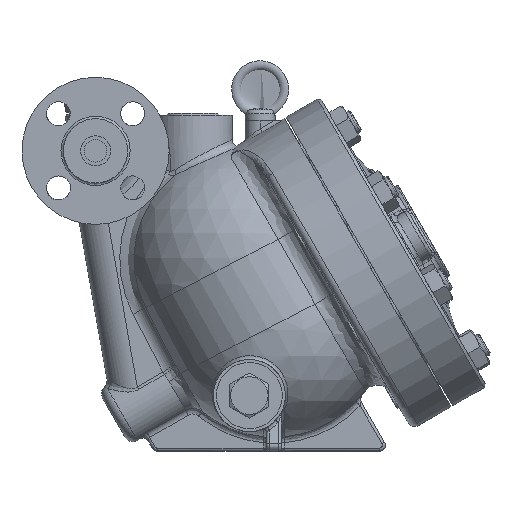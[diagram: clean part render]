
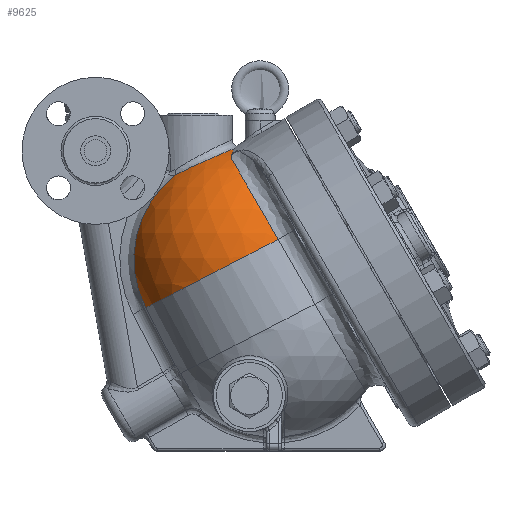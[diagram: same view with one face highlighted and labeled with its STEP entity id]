
A CAD part, front view. The second image highlights one B-rep face of the part: STEP entity #9625.
In plain terms, the highlighted spherical face has radius 75 mm.
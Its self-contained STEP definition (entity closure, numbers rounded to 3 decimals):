
#3031=CARTESIAN_POINT('',(25.401,-32.452,-4.841));
#3032=VERTEX_POINT('',#3031);
#3165=CARTESIAN_POINT('',(56.652,-69.219,-58.969));
#3166=VERTEX_POINT('',#3165);
#3167=CARTESIAN_POINT('',(55.978,0.,-57.803));
#3168=DIRECTION('',(0.866,0.,0.5));
#3169=DIRECTION('',(-0.01,-1.,0.017));
#3170=AXIS2_PLACEMENT_3D('',#3167,#3168,#3169);
#3171=CIRCLE('',#3170,69.232);
#3172=EDGE_CURVE('',#3032,#3166,#3171,.T.);
#4641=CARTESIAN_POINT('',(-31.633,-25.588,-104.587));
#4642=VERTEX_POINT('',#4641);
#4673=CARTESIAN_POINT('',(31.,0.0,-72.224));
#4674=DIRECTION('',(0.459,0.0,-0.888));
#4675=DIRECTION('',(-0.888,0.0,-0.459));
#4676=AXIS2_PLACEMENT_3D('',#4673,#4674,#4675);
#4677=CIRCLE('',#4676,75.);
#4678=EDGE_CURVE('',#3166,#4642,#4677,.T.);
#7844=CARTESIAN_POINT('',(27.249,-13.783,1.403));
#7845=VERTEX_POINT('',#7844);
#7869=CARTESIAN_POINT('',(25.623,-26.305,-2.194));
#7870=VERTEX_POINT('',#7869);
#7871=CARTESIAN_POINT('',(25.623,-26.305,-2.194));
#7872=CARTESIAN_POINT('',(26.154,-23.479,-1.092));
#7873=CARTESIAN_POINT('',(26.584,-20.46,-0.133));
#7874=CARTESIAN_POINT('',(26.914,-17.362,0.624));
#7875=CARTESIAN_POINT('',(27.04,-16.178,0.914));
#7876=CARTESIAN_POINT('',(27.151,-14.983,1.174));
#7877=CARTESIAN_POINT('',(27.249,-13.783,1.403));
#7878=B_SPLINE_CURVE_WITH_KNOTS('',3,(#7871,#7872,#7873,#7874,#7875,#7876,#7877),.UNSPECIFIED.,.F.,.U.,(4,3,4),(4.27,5.158,5.496),.UNSPECIFIED.);
#7879=EDGE_CURVE('',#7870,#7845,#7878,.T.);
#9332=CARTESIAN_POINT('',(25.401,-32.452,-4.841));
#9333=CARTESIAN_POINT('',(25.4,-32.432,-4.831));
#9334=CARTESIAN_POINT('',(25.399,-32.411,-4.821));
#9335=CARTESIAN_POINT('',(25.318,-30.728,-4.019));
#9336=CARTESIAN_POINT('',(25.319,-29.245,-3.381));
#9337=CARTESIAN_POINT('',(25.455,-27.435,-2.64));
#9338=CARTESIAN_POINT('',(25.519,-26.858,-2.41));
#9339=CARTESIAN_POINT('',(25.623,-26.305,-2.194));
#9340=B_SPLINE_CURVE_WITH_KNOTS('',3,(#9332,#9333,#9334,#9335,#9336,#9337,#9338,#9339),.UNSPECIFIED.,.F.,.U.,(4,2,2,4),(-0.007,0.0,0.553,0.796),.UNSPECIFIED.);
#9341=EDGE_CURVE('',#7870,#3032,#9340,.F.);
#9551=CARTESIAN_POINT('',(-11.609,-25.588,-16.057));
#9552=VERTEX_POINT('',#9551);
#9581=CARTESIAN_POINT('',(31.,-25.588,-72.224));
#9582=DIRECTION('',(0.0,1.,0.0));
#9583=DIRECTION('',(-0.984,0.0,0.178));
#9584=AXIS2_PLACEMENT_3D('',#9581,#9582,#9583);
#9585=CIRCLE('',#9584,70.5);
#9586=EDGE_CURVE('',#4642,#9552,#9585,.T.);
#9591=CARTESIAN_POINT('',(31.,0.0,-72.224));
#9592=DIRECTION('',(0.0,0.0,1.0));
#9593=DIRECTION('',(1.0,0.0,0.0));
#9594=AXIS2_PLACEMENT_3D('',#9591,#9592,#9593);
#9595=SPHERICAL_SURFACE('',#9594,75.0);
#9596=CARTESIAN_POINT('',(-11.609,-25.588,-16.057));
#9597=CARTESIAN_POINT('',(-10.4,-26.224,-15.429));
#9598=CARTESIAN_POINT('',(-8.527,-27.043,-14.473));
#9599=CARTESIAN_POINT('',(-5.964,-27.858,-13.196));
#9600=CARTESIAN_POINT('',(-3.334,-28.497,-11.908));
#9601=CARTESIAN_POINT('',(-0.636,-28.857,-10.617));
#9602=CARTESIAN_POINT('',(2.085,-28.93,-9.346));
#9603=CARTESIAN_POINT('',(4.347,-28.831,-8.304));
#9604=CARTESIAN_POINT('',(6.821,-28.518,-7.185));
#9605=CARTESIAN_POINT('',(10.41,-27.715,-5.59));
#9606=CARTESIAN_POINT('',(13.895,-26.388,-4.084));
#9607=CARTESIAN_POINT('',(17.151,-24.572,-2.709));
#9608=CARTESIAN_POINT('',(20.27,-22.412,-1.41));
#9609=CARTESIAN_POINT('',(22.729,-20.101,-0.407));
#9610=CARTESIAN_POINT('',(24.569,-17.879,0.334));
#9611=CARTESIAN_POINT('',(25.731,-16.324,0.8));
#9612=CARTESIAN_POINT('',(26.61,-14.939,1.15));
#9613=CARTESIAN_POINT('',(27.168,-13.931,1.371));
#9614=CARTESIAN_POINT('',(27.249,-13.783,1.403));
#9615=B_SPLINE_CURVE_WITH_KNOTS('',3,(#9596,#9597,#9598,#9599,#9600,#9601,#9602,#9603,#9604,#9605,#9606,#9607,#9608,#9609,#9610,#9611,#9612,#9613,#9614),.UNSPECIFIED.,.F.,.U.,(4,1,1,1,1,1,1,1,1,1,1,1,1,1,1,1,4),(11.19,11.665,11.902,12.14,12.615,12.852,13.089,13.406,13.722,14.356,14.672,14.989,15.622,15.78,15.938,16.255,16.309),.UNSPECIFIED.);
#9616=EDGE_CURVE('',#9552,#7845,#9615,.T.);
#9617=ORIENTED_EDGE('',*,*,#9616,.F.);
#9618=ORIENTED_EDGE('',*,*,#9586,.F.);
#9619=ORIENTED_EDGE('',*,*,#4678,.F.);
#9620=ORIENTED_EDGE('',*,*,#3172,.F.);
#9621=ORIENTED_EDGE('',*,*,#9341,.F.);
#9622=ORIENTED_EDGE('',*,*,#7879,.T.);
#9623=EDGE_LOOP('',(#9617,#9618,#9619,#9620,#9621,#9622));
#9624=FACE_OUTER_BOUND('',#9623,.T.);
#9625=ADVANCED_FACE('',(#9624),#9595,.T.);
